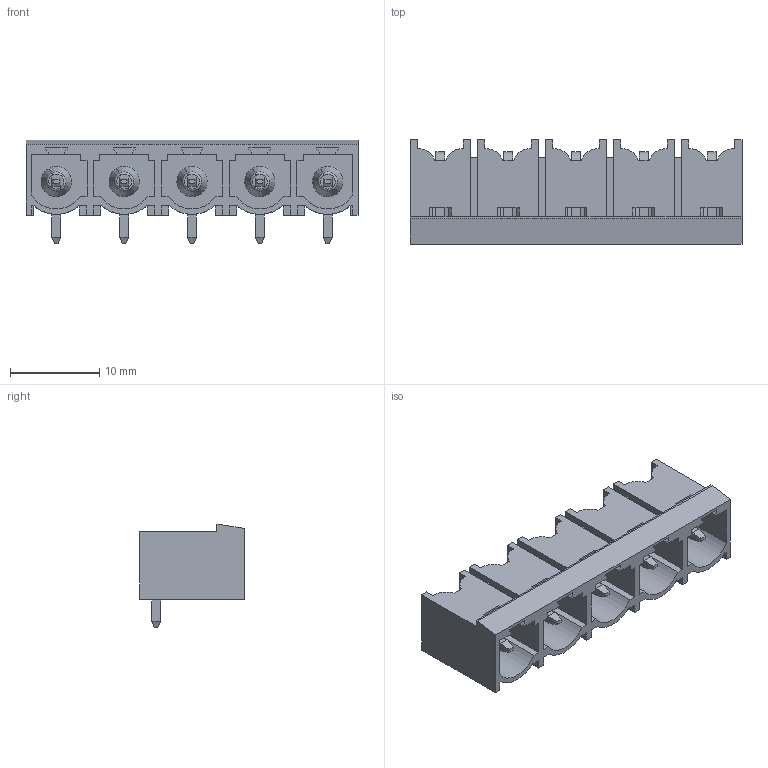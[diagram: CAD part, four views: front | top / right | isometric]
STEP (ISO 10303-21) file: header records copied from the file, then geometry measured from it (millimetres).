
FILE_DESCRIPTION(('CATIA V5 STEP Exchange','CAx-IF Rec.Pracs.--- Model Styling and Organization---1.2---2011-12-15'),'2;1');
FILE_NAME ('D1447037_0_1026790000_1026790000.stp','2018-11-14T11:48:27+00:00',('none'),('Weidmueller'),'CATIA Version 5-6 Release 2014','CATIA V5 STEP AP214','none');
FILE_SCHEMA(('AUTOMOTIVE_DESIGN { 1 0 10303 214 1 1 1 1 }'));
Length unit declared in the file: millimetre
Products named in the file (1): 1026790000
Bounding box: 37.28 x 11.75 x 11.6 mm (x, y, z)
Volume: 1344.8 mm3; surface area: 3476.9 mm2
Topology: 6 solids, 6 shells, 355 faces, 979 edges, 636 vertices
Faces by surface type: plane 295, cylinder 40, torus 10, cone 10
Entity records: 10107 total; most frequent: ORIENTED_EDGE 1958, CARTESIAN_POINT 1855, DIRECTION 1277, EDGE_CURVE 969, VECTOR 809, LINE 809, VERTEX_POINT 616, EDGE_LOOP 375
